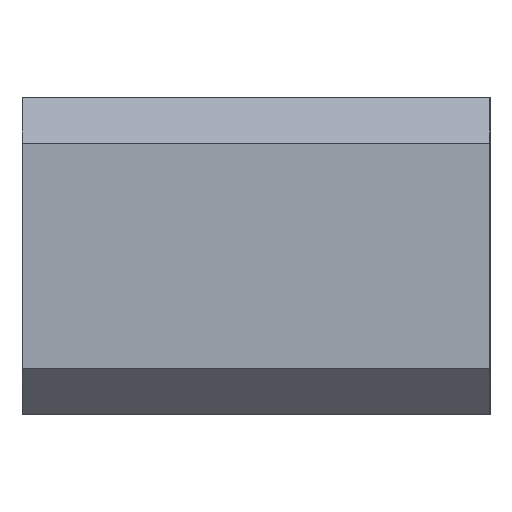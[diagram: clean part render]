
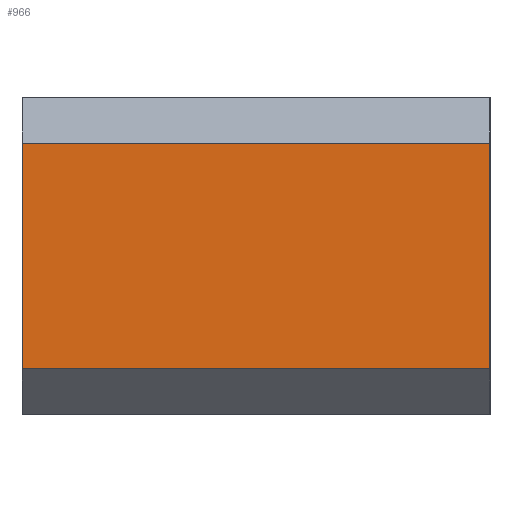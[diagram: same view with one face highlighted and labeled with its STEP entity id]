
A CAD part, left-side view. The second image highlights one B-rep face of the part: STEP entity #966.
In plain terms, the highlighted planar face has unit normal (-1, 0, 0).
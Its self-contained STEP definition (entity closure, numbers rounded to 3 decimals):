
#36 = CARTESIAN_POINT ( 'NONE',  ( 0., 0., 21. ) ) ;
#70 = ORIENTED_EDGE ( 'NONE', *, *, #1078, .T. ) ;
#71 = CARTESIAN_POINT ( 'NONE',  ( 0., 29.075, 21. ) ) ;
#104 = VECTOR ( 'NONE', #355, 1000. ) ;
#229 = CARTESIAN_POINT ( 'NONE',  ( 0., 0., 3. ) ) ;
#230 = CARTESIAN_POINT ( 'NONE',  ( 0., 29.075, 3. ) ) ;
#235 = LINE ( 'NONE', #1121, #1163 ) ;
#242 = VERTEX_POINT ( 'NONE', #1096 ) ;
#271 = VERTEX_POINT ( 'NONE', #230 ) ;
#313 = FACE_OUTER_BOUND ( 'NONE', #794, .T. ) ;
#349 = ORIENTED_EDGE ( 'NONE', *, *, #830, .T. ) ;
#355 = DIRECTION ( 'NONE',  ( 0., 0., -1. ) ) ;
#449 = DIRECTION ( 'NONE',  ( 0., 1., 0. ) ) ;
#497 = DIRECTION ( 'NONE',  ( 1., 0., 0. ) ) ;
#530 = VERTEX_POINT ( 'NONE', #1010 ) ;
#548 = DIRECTION ( 'NONE',  ( 0., 0., -1. ) ) ;
#588 = LINE ( 'NONE', #71, #1187 ) ;
#630 = ORIENTED_EDGE ( 'NONE', *, *, #1033, .T. ) ;
#676 = AXIS2_PLACEMENT_3D ( 'NONE', #36, #497, #989 ) ;
#685 = ORIENTED_EDGE ( 'NONE', *, *, #1151, .F. ) ;
#718 = VECTOR ( 'NONE', #1116, 1000. ) ;
#722 = LINE ( 'NONE', #1034, #104 ) ;
#794 = EDGE_LOOP ( 'NONE', ( #349, #630, #685, #70 ) ) ;
#830 = EDGE_CURVE ( 'NONE', #242, #271, #588, .T. ) ;
#966 = ADVANCED_FACE ( 'NONE', ( #313 ), #1095, .F. ) ;
#989 = DIRECTION ( 'NONE',  ( 0., 0., -1. ) ) ;
#1010 = CARTESIAN_POINT ( 'NONE',  ( 0., -2., 18. ) ) ;
#1033 = EDGE_CURVE ( 'NONE', #271, #1115, #1102, .T. ) ;
#1034 = CARTESIAN_POINT ( 'NONE',  ( 0., -2., 18. ) ) ;
#1078 = EDGE_CURVE ( 'NONE', #530, #242, #235, .T. ) ;
#1095 = PLANE ( 'NONE',  #676 ) ;
#1096 = CARTESIAN_POINT ( 'NONE',  ( 0., 29.075, 18. ) ) ;
#1102 = LINE ( 'NONE', #229, #718 ) ;
#1115 = VERTEX_POINT ( 'NONE', #1222 ) ;
#1116 = DIRECTION ( 'NONE',  ( 0., -1., 0. ) ) ;
#1121 = CARTESIAN_POINT ( 'NONE',  ( 0., 0., 18. ) ) ;
#1151 = EDGE_CURVE ( 'NONE', #530, #1115, #722, .T. ) ;
#1163 = VECTOR ( 'NONE', #449, 1000. ) ;
#1187 = VECTOR ( 'NONE', #548, 1000. ) ;
#1222 = CARTESIAN_POINT ( 'NONE',  ( 0., -2., 3. ) ) ;
